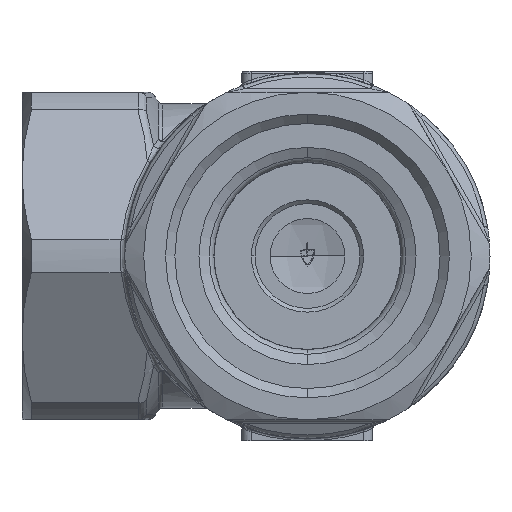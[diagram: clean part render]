
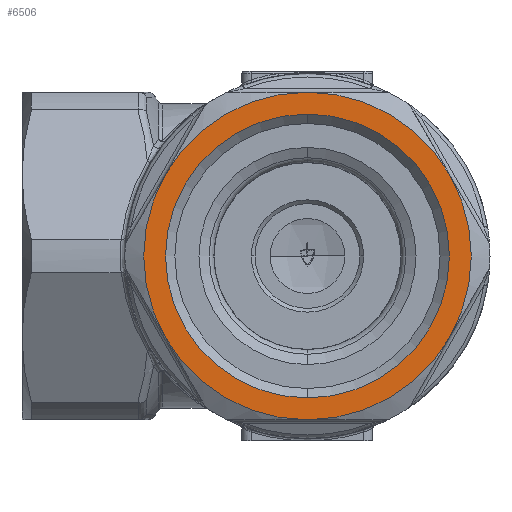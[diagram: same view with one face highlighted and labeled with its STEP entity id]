
A CAD part, front view. The second image highlights one B-rep face of the part: STEP entity #6506.
In plain terms, the highlighted planar face has unit normal (0, -1, 0).
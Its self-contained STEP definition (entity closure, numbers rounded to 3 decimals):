
#4487 = ORIENTED_EDGE ( 'NONE', *, *, #7889, .T. ) ;
#4488 = ORIENTED_EDGE ( 'NONE', *, *, #7958, .T. ) ;
#4489 = ORIENTED_EDGE ( 'NONE', *, *, #7959, .F. ) ;
#4490 = ORIENTED_EDGE ( 'NONE', *, *, #7960, .F. ) ;
#4491 = ORIENTED_EDGE ( 'NONE', *, *, #7961, .F. ) ;
#4492 = ORIENTED_EDGE ( 'NONE', *, *, #7962, .F. ) ;
#4493 = ORIENTED_EDGE ( 'NONE', *, *, #7963, .F. ) ;
#4494 = ORIENTED_EDGE ( 'NONE', *, *, #7964, .F. ) ;
#5141 = EDGE_LOOP ( 'NONE', ( #4487, #4488 ) ) ;
#5145 = EDGE_LOOP ( 'NONE', ( #4489, #4490, #4491, #4492, #4493, #4494 ) ) ;
#6506 = ADVANCED_FACE ( 'NONE', ( #24002, #23969 ), #24007, .F. ) ;
#7889 = EDGE_CURVE ( 'NONE', #9594, #9436, #11421, .T. ) ;
#7958 = EDGE_CURVE ( 'NONE', #9436, #9594, #11599, .T. ) ;
#7959 = EDGE_CURVE ( 'NONE', #9468, #9502, #11597, .T. ) ;
#7960 = EDGE_CURVE ( 'NONE', #9456, #9468, #11585, .T. ) ;
#7961 = EDGE_CURVE ( 'NONE', #9614, #9456, #11604, .T. ) ;
#7962 = EDGE_CURVE ( 'NONE', #9569, #9614, #11608, .T. ) ;
#7963 = EDGE_CURVE ( 'NONE', #9455, #9569, #11612, .T. ) ;
#7964 = EDGE_CURVE ( 'NONE', #9502, #9455, #11617, .T. ) ;
#9436 = VERTEX_POINT ( 'NONE', #30372 ) ;
#9455 = VERTEX_POINT ( 'NONE', #30409 ) ;
#9456 = VERTEX_POINT ( 'NONE', #30410 ) ;
#9468 = VERTEX_POINT ( 'NONE', #30426 ) ;
#9502 = VERTEX_POINT ( 'NONE', #30493 ) ;
#9569 = VERTEX_POINT ( 'NONE', #30608 ) ;
#9594 = VERTEX_POINT ( 'NONE', #30648 ) ;
#9614 = VERTEX_POINT ( 'NONE', #30689 ) ;
#11421 = CIRCLE ( 'NONE', #11430, 30.33 ) ;
#11430 = AXIS2_PLACEMENT_3D ( 'NONE', #22261, #22262, #22263 ) ;
#11585 = CIRCLE ( 'NONE', #11610, 35. ) ;
#11597 = CIRCLE ( 'NONE', #11606, 35. ) ;
#11599 = CIRCLE ( 'NONE', #11602, 30.33 ) ;
#11602 = AXIS2_PLACEMENT_3D ( 'NONE', #22834, #22835, #22837 ) ;
#11604 = CIRCLE ( 'NONE', #11615, 35. ) ;
#11606 = AXIS2_PLACEMENT_3D ( 'NONE', #22838, #22840, #22842 ) ;
#11608 = CIRCLE ( 'NONE', #11619, 35. ) ;
#11610 = AXIS2_PLACEMENT_3D ( 'NONE', #22846, #22847, #22849 ) ;
#11612 = CIRCLE ( 'NONE', #11623, 35. ) ;
#11615 = AXIS2_PLACEMENT_3D ( 'NONE', #22853, #22855, #22857 ) ;
#11617 = CIRCLE ( 'NONE', #11628, 35. ) ;
#11619 = AXIS2_PLACEMENT_3D ( 'NONE', #22859, #22860, #22861 ) ;
#11623 = AXIS2_PLACEMENT_3D ( 'NONE', #22863, #22865, #22866 ) ;
#11628 = AXIS2_PLACEMENT_3D ( 'NONE', #22868, #22870, #22872 ) ;
#19087 = AXIS2_PLACEMENT_3D ( 'NONE', #24027, #24028, #24030 ) ;
#22261 = CARTESIAN_POINT ( 'NONE',  ( 0., 0., 0. ) ) ;
#22262 = DIRECTION ( 'NONE',  ( 0., 1., 0. ) ) ;
#22263 = DIRECTION ( 'NONE',  ( 0., 0., 1. ) ) ;
#22834 = CARTESIAN_POINT ( 'NONE',  ( 0., 0., 0. ) ) ;
#22835 = DIRECTION ( 'NONE',  ( 0., 1., 0. ) ) ;
#22837 = DIRECTION ( 'NONE',  ( 0., 0., 1. ) ) ;
#22838 = CARTESIAN_POINT ( 'NONE',  ( 0., 0., 0. ) ) ;
#22840 = DIRECTION ( 'NONE',  ( 0., 1., 0. ) ) ;
#22842 = DIRECTION ( 'NONE',  ( 0., 0., 1. ) ) ;
#22846 = CARTESIAN_POINT ( 'NONE',  ( 0., 0., 0. ) ) ;
#22847 = DIRECTION ( 'NONE',  ( 0., 1., 0. ) ) ;
#22849 = DIRECTION ( 'NONE',  ( 0., 0., 1. ) ) ;
#22853 = CARTESIAN_POINT ( 'NONE',  ( 0., 0., 0. ) ) ;
#22855 = DIRECTION ( 'NONE',  ( 0., 1., 0. ) ) ;
#22857 = DIRECTION ( 'NONE',  ( 0., 0., 1. ) ) ;
#22859 = CARTESIAN_POINT ( 'NONE',  ( 0., 0., 0. ) ) ;
#22860 = DIRECTION ( 'NONE',  ( 0., 1., 0. ) ) ;
#22861 = DIRECTION ( 'NONE',  ( 0., 0., 1. ) ) ;
#22863 = CARTESIAN_POINT ( 'NONE',  ( 0., 0., 0. ) ) ;
#22865 = DIRECTION ( 'NONE',  ( 0., 1., 0. ) ) ;
#22866 = DIRECTION ( 'NONE',  ( 0., 0., 1. ) ) ;
#22868 = CARTESIAN_POINT ( 'NONE',  ( 0., 0., 0. ) ) ;
#22870 = DIRECTION ( 'NONE',  ( 0., 1., 0. ) ) ;
#22872 = DIRECTION ( 'NONE',  ( 0., 0., 1. ) ) ;
#23969 = FACE_OUTER_BOUND ( 'NONE', #5145, .T. ) ;
#24002 = FACE_BOUND ( 'NONE', #5141, .T. ) ;
#24007 = PLANE ( 'NONE',  #19087 ) ;
#24027 = CARTESIAN_POINT ( 'NONE',  ( 0., 0., 0. ) ) ;
#24028 = DIRECTION ( 'NONE',  ( 0., 1., 0. ) ) ;
#24030 = DIRECTION ( 'NONE',  ( 0., 0., 1. ) ) ;
#30372 = CARTESIAN_POINT ( 'NONE',  ( 0., 0., 30.33 ) ) ;
#30409 = CARTESIAN_POINT ( 'NONE',  ( 30.311, 0., -17.5 ) ) ;
#30410 = CARTESIAN_POINT ( 'NONE',  ( -30.311, 0., 17.5 ) ) ;
#30426 = CARTESIAN_POINT ( 'NONE',  ( 0., 0., 35. ) ) ;
#30493 = CARTESIAN_POINT ( 'NONE',  ( 30.311, 0., 17.5 ) ) ;
#30608 = CARTESIAN_POINT ( 'NONE',  ( 0., 0., -35. ) ) ;
#30648 = CARTESIAN_POINT ( 'NONE',  ( 0., 0., -30.33 ) ) ;
#30689 = CARTESIAN_POINT ( 'NONE',  ( -30.311, 0., -17.5 ) ) ;
